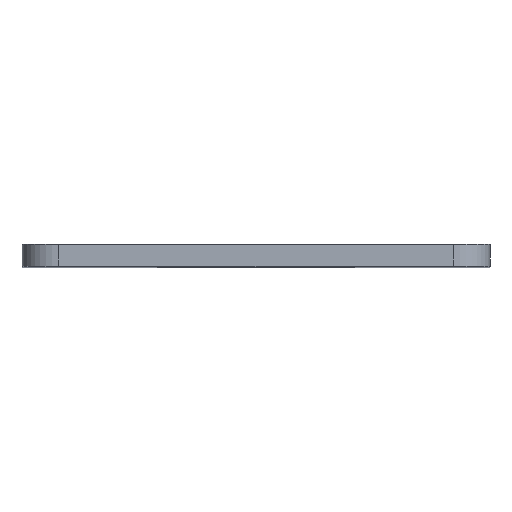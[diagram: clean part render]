
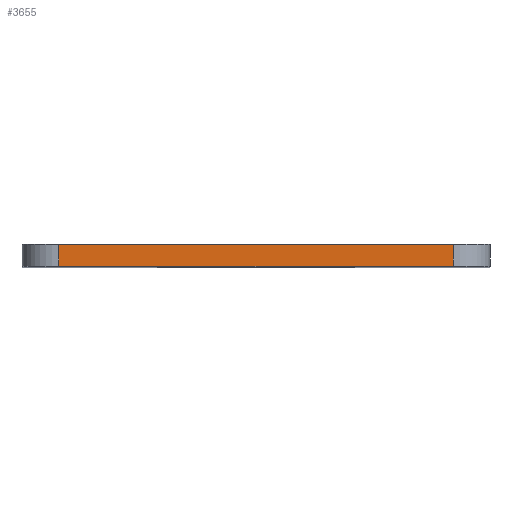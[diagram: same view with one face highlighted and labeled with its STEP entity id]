
A CAD part, top view. The second image highlights one B-rep face of the part: STEP entity #3655.
In plain terms, the highlighted planar face has unit normal (0, 0, 1).
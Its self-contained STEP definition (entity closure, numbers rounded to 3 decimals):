
#42 = CARTESIAN_POINT ( 'NONE',  ( 4.882, 0., -0.13 ) ) ;
#237 = CARTESIAN_POINT ( 'NONE',  ( 58.882, 0., -0.13 ) ) ;
#513 = EDGE_CURVE ( 'NONE', #1883, #1394, #2489, .T. ) ;
#802 = DIRECTION ( 'NONE',  ( 1., 0., 0. ) ) ;
#1075 = DIRECTION ( 'NONE',  ( -1., 0., 0. ) ) ;
#1086 = EDGE_LOOP ( 'NONE', ( #2602, #1585, #3960, #3853 ) ) ;
#1226 = VERTEX_POINT ( 'NONE', #3573 ) ;
#1260 = VERTEX_POINT ( 'NONE', #237 ) ;
#1305 = AXIS2_PLACEMENT_3D ( 'NONE', #2070, #2050, #1075 ) ;
#1394 = VERTEX_POINT ( 'NONE', #42 ) ;
#1440 = LINE ( 'NONE', #3101, #2460 ) ;
#1496 = DIRECTION ( 'NONE',  ( 0., -1., 0. ) ) ;
#1585 = ORIENTED_EDGE ( 'NONE', *, *, #513, .T. ) ;
#1608 = CARTESIAN_POINT ( 'NONE',  ( -0.118, 0., -0.13 ) ) ;
#1883 = VERTEX_POINT ( 'NONE', #4283 ) ;
#1976 = EDGE_CURVE ( 'NONE', #1394, #1260, #2577, .T. ) ;
#2042 = EDGE_CURVE ( 'NONE', #1260, #1226, #3407, .T. ) ;
#2050 = DIRECTION ( 'NONE',  ( 0., 0., -1. ) ) ;
#2070 = CARTESIAN_POINT ( 'NONE',  ( -0.118, 3., -0.13 ) ) ;
#2460 = VECTOR ( 'NONE', #802, 1000. ) ;
#2489 = LINE ( 'NONE', #3155, #2619 ) ;
#2577 = LINE ( 'NONE', #1608, #3628 ) ;
#2602 = ORIENTED_EDGE ( 'NONE', *, *, #3105, .F. ) ;
#2619 = VECTOR ( 'NONE', #1496, 1000. ) ;
#2664 = CARTESIAN_POINT ( 'NONE',  ( 58.882, 3., -0.13 ) ) ;
#2706 = DIRECTION ( 'NONE',  ( 0., 1., 0. ) ) ;
#2715 = PLANE ( 'NONE',  #1305 ) ;
#2950 = DIRECTION ( 'NONE',  ( 1., 0., 0. ) ) ;
#3073 = FACE_OUTER_BOUND ( 'NONE', #1086, .T. ) ;
#3101 = CARTESIAN_POINT ( 'NONE',  ( -0.118, 3., -0.13 ) ) ;
#3105 = EDGE_CURVE ( 'NONE', #1883, #1226, #1440, .T. ) ;
#3155 = CARTESIAN_POINT ( 'NONE',  ( 4.882, 0., -0.13 ) ) ;
#3407 = LINE ( 'NONE', #2664, #4280 ) ;
#3573 = CARTESIAN_POINT ( 'NONE',  ( 58.882, 3., -0.13 ) ) ;
#3628 = VECTOR ( 'NONE', #2950, 1000. ) ;
#3655 = ADVANCED_FACE ( 'NONE', ( #3073 ), #2715, .F. ) ;
#3853 = ORIENTED_EDGE ( 'NONE', *, *, #2042, .T. ) ;
#3960 = ORIENTED_EDGE ( 'NONE', *, *, #1976, .T. ) ;
#4280 = VECTOR ( 'NONE', #2706, 1000. ) ;
#4283 = CARTESIAN_POINT ( 'NONE',  ( 4.882, 3., -0.13 ) ) ;
